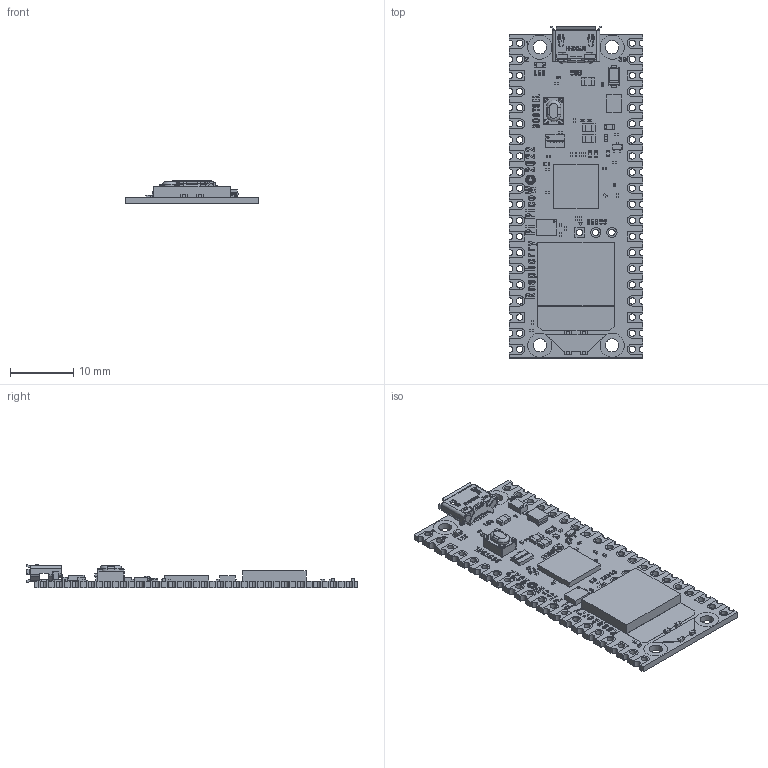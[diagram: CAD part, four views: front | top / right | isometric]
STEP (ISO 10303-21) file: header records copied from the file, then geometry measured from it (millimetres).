
FILE_DESCRIPTION(('HOOPS Exchange Step'),'2;1');
FILE_NAME('temp_export','2023-03-19T14:06:20-07:00',('kevinsanto'),('Shapr3D Limited'),'HOOPS Exchange 2022.1','Shapr3D','Authorized');
FILE_SCHEMA( ('AUTOMOTIVE_DESIGN { 1 0 10303 214 1 1 1 1 }') );
Length unit declared in the file: millimetre
Products named in the file (80): BOOTSEL v3:1; RaspBerryPi Pico_CircuitBoard_logo v15:1; AVAGO_QSM:1; BOURNS_SRN2512:1; CAPC0603:1; CAPC0603 (1):1; CAPC0603 (2):1; CAPC0603 (3):1; CAPC1005:1; CAPC1005 (1):1; CAPC1005 (2):1; CAPC1005 (3):1; CAPC1005 (4):1; CAPC1005 (5):1; CAPC1005 (6):1; CAPC1005 (7):1; CAPC1005 (8):1; CAPC1005 (9):1; CAPC1005X55N:1; CAPC1005X55N (1):1; CAPC1005X55N (2):1; CAPC1608X90N:1; CAPC1608X90N (1):1; CAPC2012:1; CAPC2012 (1):1; CAPC2012 (2):1; FCI_10103594-0001LF:1; M0603_PICO:1; M0603_PICO (1):1; M0603_PICO (2):1; M0603_PICO (3):1; M0603_PICO (4):1; M0603_PICO (5):1; M0603_PICO (6):1; M0603_PICO (7):1; M0603_PICO (8):1; M0603_PICO (9):1; M0603_PICO (10):1; M0603_PICO (11):1; M0603_PICO (12):1 ...
Assembly tree (79 placements, depth 5):
  root
    RaspBerryPi Pico W.step
      BOOTSEL v3:1
      RaspBerryPi Pico_CircuitBoard_logo v15:1
      PicoW v1:1
        Symbols:1
          AVAGO_QSM:1
          BOURNS_SRN2512:1
          CAPC0603:1
          CAPC0603 (1):1
          CAPC0603 (2):1
          CAPC0603 (3):1
          CAPC1005:1
          CAPC1005 (1):1
          CAPC1005 (2):1
          CAPC1005 (3):1
          CAPC1005 (4):1
          CAPC1005 (5):1
          CAPC1005 (6):1
          CAPC1005 (7):1
          CAPC1005 (8):1
          CAPC1005 (9):1
          CAPC1005X55N:1
          CAPC1005X55N (1):1
          CAPC1005X55N (2):1
          CAPC1608X90N:1
          CAPC1608X90N (1):1
          CAPC2012:1
          CAPC2012 (1):1
          CAPC2012 (2):1
          FCI_10103594-0001LF:1
          M0603_PICO:1
          M0603_PICO (1):1
          M0603_PICO (2):1
          M0603_PICO (3):1
          M0603_PICO (4):1
          M0603_PICO (5):1
          M0603_PICO (6):1
          M0603_PICO (7):1
          M0603_PICO (8):1
          M0603_PICO (9):1
          M0603_PICO (10):1
          M0603_PICO (11):1
          M0603_PICO (12):1
          M0603_PICO (13):1
          M0603_PICO (14):1
          M0603_PICO (15):1
          M0603_PICO (16):1
          RESC0603:1
          RESC0603 (1):1
          RESC0603 (2):1
          RESC0603 (3):1
          RESC1005:1
          RESC1608:1
          RF0603:1
          RF0603 (1):1
          RF0603 (2):1
          RF0603 (3):1
          RF0603 (4):1
          RF_SHIELD_PICOW:1
Bounding box: 21 x 52.34 x 3.69 mm (x, y, z)
Volume: 1361.7 mm3; surface area: 4062.4 mm2
Topology: 208 solids, 208 shells, 6391 faces, 16314 edges, 9991 vertices
Faces by surface type: plane 3223, cylinder 1653, bspline 993, sphere 512, torus 8, cone 2
Full cylindrical faces by diameter (mm): 0.276 x1, 0.3 x1, 1 x43, 1.6 x4, 2.1 x4, 3.8 x8
Entity records: 212647 total; most frequent: CARTESIAN_POINT 63559, ORIENTED_EDGE 31578, DIRECTION 27962, EDGE_CURVE 15789, VECTOR 10378, LINE 10378, VERTEX_POINT 9991, AXIS2_PLACEMENT_3D 8792
